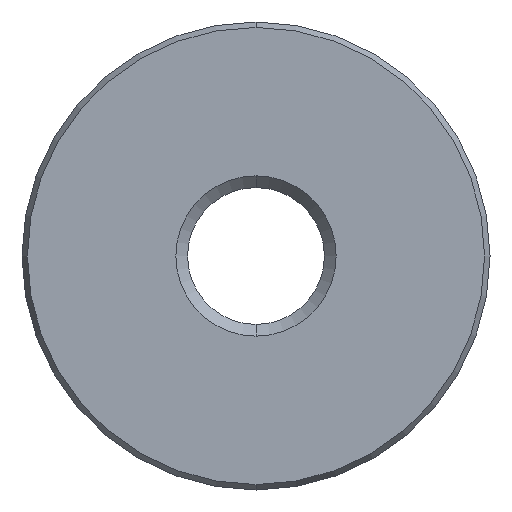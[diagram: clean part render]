
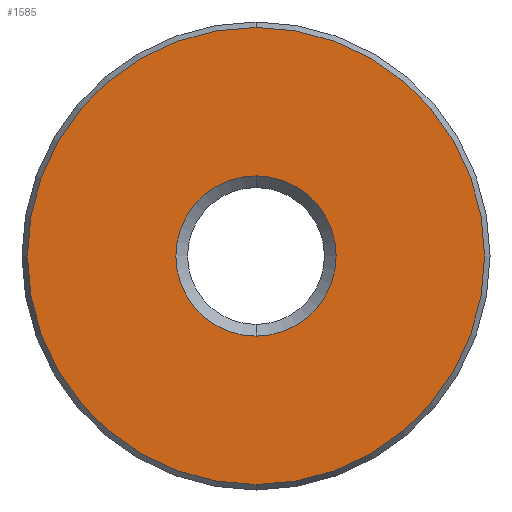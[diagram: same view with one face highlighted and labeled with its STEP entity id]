
A CAD part, front view. The second image highlights one B-rep face of the part: STEP entity #1585.
In plain terms, the highlighted planar face has unit normal (0, -1, 0).
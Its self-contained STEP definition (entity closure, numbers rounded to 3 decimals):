
#129 = AXIS2_PLACEMENT_3D ( 'NONE', #441, #417, #583 ) ;
#174 = CARTESIAN_POINT ( 'NONE',  ( 0., -6., 19.538 ) ) ;
#238 = DIRECTION ( 'NONE',  ( 0., -1., 0. ) ) ;
#248 = CARTESIAN_POINT ( 'NONE',  ( 0., -6., 0. ) ) ;
#380 = ORIENTED_EDGE ( 'NONE', *, *, #1869, .T. ) ;
#415 = VERTEX_POINT ( 'NONE', #1506 ) ;
#417 = DIRECTION ( 'NONE',  ( 0., 1., 0. ) ) ;
#441 = CARTESIAN_POINT ( 'NONE',  ( 0., -6., 0. ) ) ;
#495 = ORIENTED_EDGE ( 'NONE', *, *, #1650, .T. ) ;
#543 = CIRCLE ( 'NONE', #1605, 19.538 ) ;
#544 = CARTESIAN_POINT ( 'NONE',  ( 0., -6., 6.85 ) ) ;
#545 = EDGE_LOOP ( 'NONE', ( #1866, #495 ) ) ;
#583 = DIRECTION ( 'NONE',  ( 0., 0., -1. ) ) ;
#729 = AXIS2_PLACEMENT_3D ( 'NONE', #248, #238, #863 ) ;
#785 = EDGE_LOOP ( 'NONE', ( #1141, #380 ) ) ;
#805 = EDGE_CURVE ( 'NONE', #1833, #415, #543, .T. ) ;
#824 = VERTEX_POINT ( 'NONE', #544 ) ;
#854 = FACE_OUTER_BOUND ( 'NONE', #545, .T. ) ;
#863 = DIRECTION ( 'NONE',  ( 0., 0., -1. ) ) ;
#869 = CARTESIAN_POINT ( 'NONE',  ( 0., -6., -6.85 ) ) ;
#935 = EDGE_CURVE ( 'NONE', #1178, #824, #1383, .T. ) ;
#940 = AXIS2_PLACEMENT_3D ( 'NONE', #1623, #1480, #1194 ) ;
#973 = DIRECTION ( 'NONE',  ( 0., 0., -1. ) ) ;
#1120 = CARTESIAN_POINT ( 'NONE',  ( 0., -6., 0. ) ) ;
#1141 = ORIENTED_EDGE ( 'NONE', *, *, #935, .T. ) ;
#1178 = VERTEX_POINT ( 'NONE', #869 ) ;
#1194 = DIRECTION ( 'NONE',  ( 0., 0., -1. ) ) ;
#1272 = CARTESIAN_POINT ( 'NONE',  ( 0., -6., 0. ) ) ;
#1334 = AXIS2_PLACEMENT_3D ( 'NONE', #1272, #1721, #1708 ) ;
#1383 = CIRCLE ( 'NONE', #129, 6.85 ) ;
#1402 = PLANE ( 'NONE',  #1334 ) ;
#1480 = DIRECTION ( 'NONE',  ( 0., 1., 0. ) ) ;
#1506 = CARTESIAN_POINT ( 'NONE',  ( 0., -6., -19.538 ) ) ;
#1534 = DIRECTION ( 'NONE',  ( 0., -1., 0. ) ) ;
#1585 = ADVANCED_FACE ( 'NONE', ( #854, #1876 ), #1402, .T. ) ;
#1602 = CIRCLE ( 'NONE', #940, 6.85 ) ;
#1605 = AXIS2_PLACEMENT_3D ( 'NONE', #1120, #1534, #973 ) ;
#1623 = CARTESIAN_POINT ( 'NONE',  ( 0., -6., 0. ) ) ;
#1650 = EDGE_CURVE ( 'NONE', #415, #1833, #1854, .T. ) ;
#1708 = DIRECTION ( 'NONE',  ( 0., 0., -1. ) ) ;
#1721 = DIRECTION ( 'NONE',  ( 0., -1., 0. ) ) ;
#1833 = VERTEX_POINT ( 'NONE', #174 ) ;
#1854 = CIRCLE ( 'NONE', #729, 19.538 ) ;
#1866 = ORIENTED_EDGE ( 'NONE', *, *, #805, .T. ) ;
#1869 = EDGE_CURVE ( 'NONE', #824, #1178, #1602, .T. ) ;
#1876 = FACE_BOUND ( 'NONE', #785, .T. ) ;
